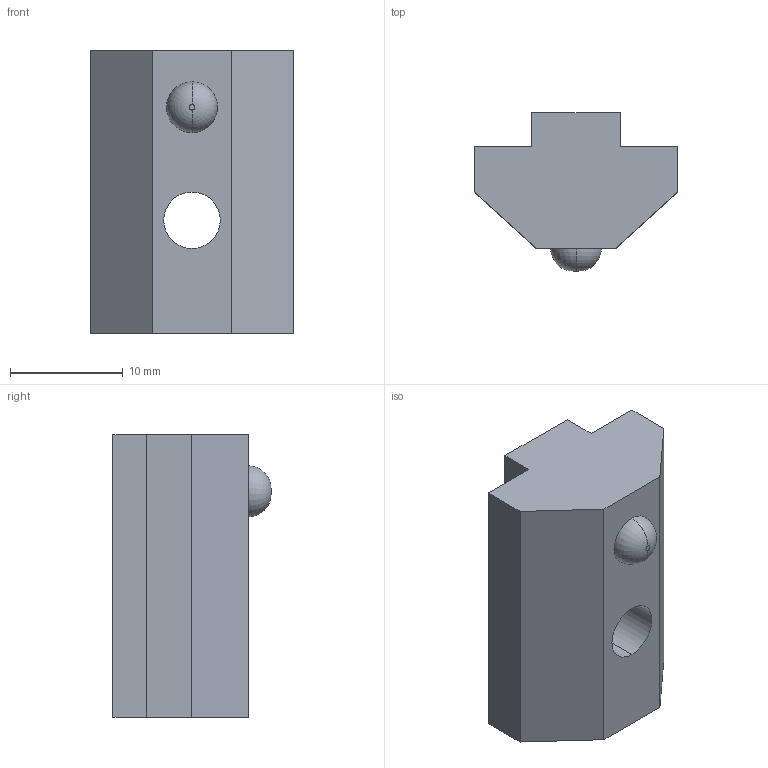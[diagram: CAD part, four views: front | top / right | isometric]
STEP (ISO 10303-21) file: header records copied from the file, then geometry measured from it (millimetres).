
FILE_DESCRIPTION (( 'STEP AP203' ), '1' );
FILE_NAME ('A32-63.STEP', '2018-04-02T16:30:04', ( 'User2' ), ( '' ), 'SwSTEP 2.0', 'SolidWorks 2007', '' );
FILE_SCHEMA (( 'CONFIG_CONTROL_DESIGN' ));
Length unit declared in the file: millimetre
Products named in the file (1): A32-63
Bounding box: 18 x 14 x 25 mm (x, y, z)
Volume: 3734 mm3; surface area: 1826 mm2
Topology: 1 solids, 1 shells, 17 faces, 42 edges, 28 vertices
Faces by surface type: plane 13, torus 2, cylinder 2
Entity records: 587 total; most frequent: CARTESIAN_POINT 88, DIRECTION 88, ORIENTED_EDGE 84, EDGE_CURVE 42, LINE 32, VECTOR 32, AXIS2_PLACEMENT_3D 28, VERTEX_POINT 28
